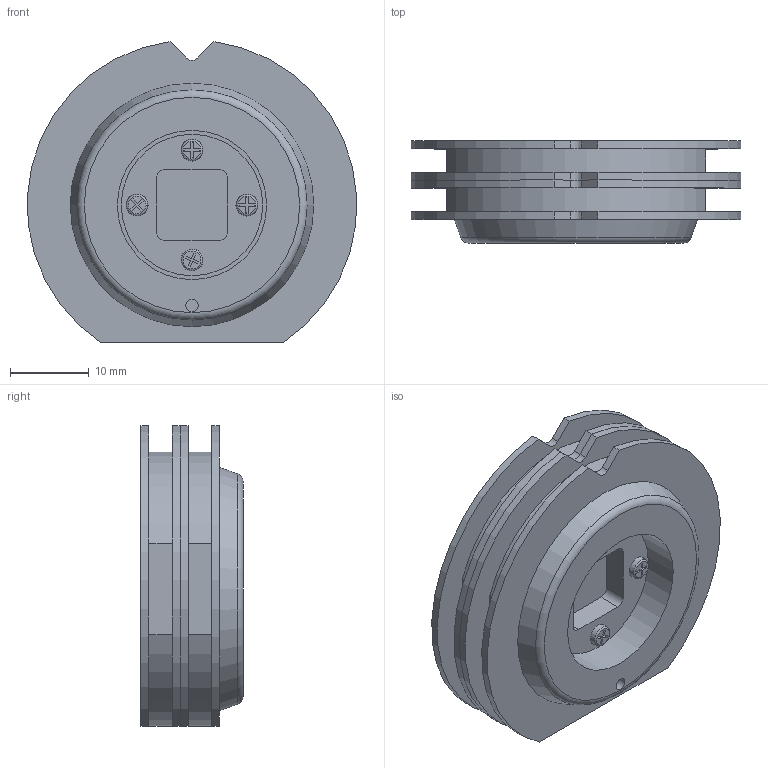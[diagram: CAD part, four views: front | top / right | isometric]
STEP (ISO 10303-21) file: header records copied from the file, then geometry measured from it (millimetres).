
FILE_DESCRIPTION(/* description */ (''),/* implementation_level */ '2;1');
FILE_NAME(/* name */ '',/* time_stamp */ '2022-10-04T13:52:58+09:00',/* author */ ('nagay'),/* organization */ (''),/* preprocessor_version */ 'ST-DEVELOPER v19.2',/* originating_system */ 'Autodesk Inventor 2023',/* authorisation */ '');
FILE_SCHEMA (('AUTOMOTIVE_DESIGN { 1 0 10303 214 3 1 1 }'));
Length unit declared in the file: millimetre
Products named in the file (7): BJ1702-500A_□10ｷﾊﾞﾝﾎﾙﾀﾞｰ; BJ1702-500A_□10ｷﾊﾞﾝﾎﾙﾀﾞｰ_
1; BJ1702-503_均熱板; BJ1702-501B_ﾏｽｸﾎﾙﾀﾞｰ; BJ1702-502A_ﾏｽｸ; BJ1702-506A_ﾋﾟﾝ1; CSPPN3P-ST3W-M1_6-2_203
Assembly tree (13 placements, depth 2):
  BJ1702-500A_□10ｷﾊﾞﾝﾎﾙﾀﾞｰ
    BJ1702-500A_□10ｷﾊﾞﾝﾎﾙﾀﾞｰ_
1
    BJ1702-503_均熱板
    BJ1702-501B_ﾏｽｸﾎﾙﾀﾞｰ
    BJ1702-502A_ﾏｽｸ
    BJ1702-506A_ﾋﾟﾝ1
    CSPPN3P-ST3W-M1_6-2_203  x8
Bounding box: 41.94 x 13 x 38.31 mm (x, y, z)
Volume: 8200 mm3; surface area: 10980.7 mm2
Topology: 13 solids, 13 shells, 312 faces, 759 edges, 497 vertices
Faces by surface type: plane 213, cylinder 59, cone 22, torus 18
Full cylindrical faces by diameter (mm): 1.221 x8, 1.567 x1, 1.6 x8, 1.8 x8, 2 x1, 2.1 x1, 18 x1, 19 x1, 20 x1, 20.1 x1, 20.5 x1, 21.5 x1, 30 x1, 31 x1
Entity records: 5369 total; most frequent: DIRECTION 912, CARTESIAN_POINT 877, ORIENTED_EDGE 816, EDGE_CURVE 408, AXIS2_PLACEMENT_3D 319, LINE 274, VECTOR 274, VERTEX_POINT 266
